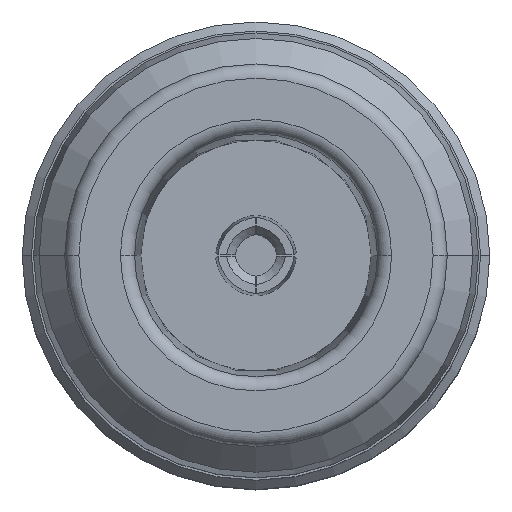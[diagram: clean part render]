
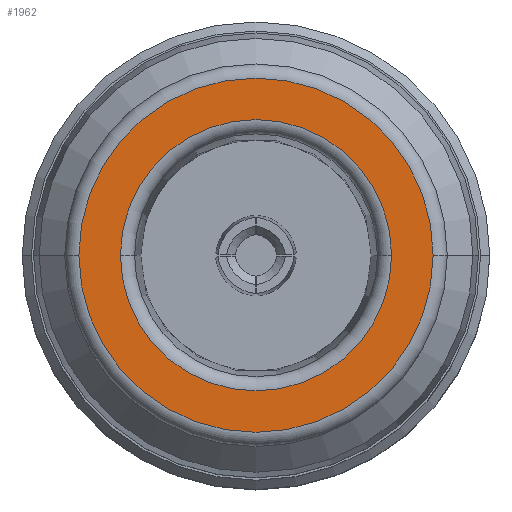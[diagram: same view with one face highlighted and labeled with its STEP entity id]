
A CAD part, top view. The second image highlights one B-rep face of the part: STEP entity #1962.
In plain terms, the highlighted planar face has unit normal (0, 0, 1).
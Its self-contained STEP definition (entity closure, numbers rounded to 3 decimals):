
#72 = AXIS2_PLACEMENT_3D ( 'NONE', #1893, #1888, #1884 ) ;
#77 = EDGE_CURVE ( 'NONE', #2170, #764, #466, .T. ) ;
#93 = FACE_OUTER_BOUND ( 'NONE', #629, .T. ) ;
#98 = FACE_BOUND ( 'NONE', #762, .T. ) ;
#168 = EDGE_CURVE ( 'NONE', #764, #2170, #383, .T. ) ;
#383 = CIRCLE ( 'NONE', #2181, 6.25 ) ;
#466 = CIRCLE ( 'NONE', #72, 6.25 ) ;
#551 = VERTEX_POINT ( 'NONE', #1218 ) ;
#629 = EDGE_LOOP ( 'NONE', ( #2650, #2662 ) ) ;
#636 = VERTEX_POINT ( 'NONE', #1407 ) ;
#762 = EDGE_LOOP ( 'NONE', ( #2418, #2564 ) ) ;
#764 = VERTEX_POINT ( 'NONE', #1096 ) ;
#1096 = CARTESIAN_POINT ( 'NONE',  ( 6.25, 0., 0. ) ) ;
#1218 = CARTESIAN_POINT ( 'NONE',  ( 4.785, 0., 0. ) ) ;
#1407 = CARTESIAN_POINT ( 'NONE',  ( -4.785, 0., 0. ) ) ;
#1832 = CARTESIAN_POINT ( 'NONE',  ( 0., 0., 0. ) ) ;
#1857 = DIRECTION ( 'NONE',  ( -1., 0., 0. ) ) ;
#1863 = DIRECTION ( 'NONE',  ( 0., 0., 1. ) ) ;
#1884 = DIRECTION ( 'NONE',  ( -1., 0., 0. ) ) ;
#1888 = DIRECTION ( 'NONE',  ( 0., 0., 1. ) ) ;
#1893 = CARTESIAN_POINT ( 'NONE',  ( 0., 0., 0. ) ) ;
#1962 = ADVANCED_FACE ( 'NONE', ( #98, #93 ), #3754, .F. ) ;
#2086 = AXIS2_PLACEMENT_3D ( 'NONE', #4588, #4584, #4580 ) ;
#2125 = AXIS2_PLACEMENT_3D ( 'NONE', #2876, #2845, #2851 ) ;
#2170 = VERTEX_POINT ( 'NONE', #4605 ) ;
#2181 = AXIS2_PLACEMENT_3D ( 'NONE', #1832, #1863, #1857 ) ;
#2265 = CIRCLE ( 'NONE', #2086, 4.785 ) ;
#2358 = CIRCLE ( 'NONE', #2125, 4.785 ) ;
#2418 = ORIENTED_EDGE ( 'NONE', *, *, #2745, .T. ) ;
#2564 = ORIENTED_EDGE ( 'NONE', *, *, #2821, .T. ) ;
#2650 = ORIENTED_EDGE ( 'NONE', *, *, #77, .T. ) ;
#2662 = ORIENTED_EDGE ( 'NONE', *, *, #168, .T. ) ;
#2745 = EDGE_CURVE ( 'NONE', #636, #551, #2265, .T. ) ;
#2821 = EDGE_CURVE ( 'NONE', #551, #636, #2358, .T. ) ;
#2845 = DIRECTION ( 'NONE',  ( 0., 0., -1. ) ) ;
#2851 = DIRECTION ( 'NONE',  ( -1., 0., 0. ) ) ;
#2876 = CARTESIAN_POINT ( 'NONE',  ( 0., 0., 0. ) ) ;
#3006 = AXIS2_PLACEMENT_3D ( 'NONE', #3779, #3781, #3784 ) ;
#3754 = PLANE ( 'NONE',  #3006 ) ;
#3779 = CARTESIAN_POINT ( 'NONE',  ( 0., 0., 0. ) ) ;
#3781 = DIRECTION ( 'NONE',  ( 0., 0., -1. ) ) ;
#3784 = DIRECTION ( 'NONE',  ( -1., 0., 0. ) ) ;
#4580 = DIRECTION ( 'NONE',  ( -1., 0., 0. ) ) ;
#4584 = DIRECTION ( 'NONE',  ( 0., 0., -1. ) ) ;
#4588 = CARTESIAN_POINT ( 'NONE',  ( 0., 0., 0. ) ) ;
#4605 = CARTESIAN_POINT ( 'NONE',  ( -6.25, 0., 0. ) ) ;
